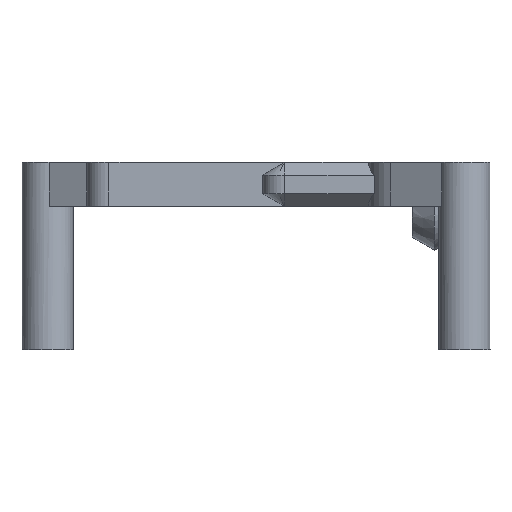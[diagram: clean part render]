
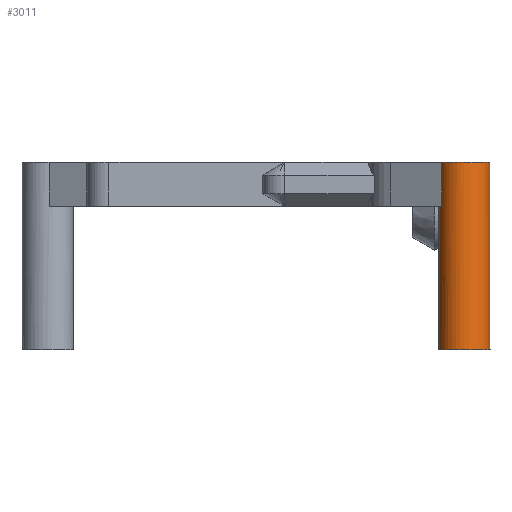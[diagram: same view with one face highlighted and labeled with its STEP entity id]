
A CAD part, left-side view. The second image highlights one B-rep face of the part: STEP entity #3011.
In plain terms, the highlighted cylindrical face has radius 3 mm (diameter 6 mm), a full revolution.
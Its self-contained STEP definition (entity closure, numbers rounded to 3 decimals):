
#297=FACE_OUTER_BOUND('',#493,.T.);
#493=EDGE_LOOP('',(#2452,#2453,#2454,#2455,#2456,#2457,#2458,#2459));
#605=LINE('',#4360,#926);
#644=LINE('',#4449,#965);
#768=LINE('',#4776,#1089);
#926=VECTOR('',#3443,10.);
#965=VECTOR('',#3500,10.);
#1089=VECTOR('',#3868,3.);
#1265=CIRCLE('',#3179,3.);
#1286=CIRCLE('',#3260,3.);
#1287=CIRCLE('',#3262,3.);
#1288=CIRCLE('',#3263,3.);
#1351=VERTEX_POINT('',#4358);
#1352=VERTEX_POINT('',#4359);
#1391=VERTEX_POINT('',#4443);
#1393=VERTEX_POINT('',#4447);
#1473=VERTEX_POINT('',#4769);
#1474=VERTEX_POINT('',#4772);
#1605=EDGE_CURVE('',#1351,#1352,#605,.T.);
#1649=EDGE_CURVE('',#1391,#1393,#644,.T.);
#1710=EDGE_CURVE('',#1351,#1393,#1265,.T.);
#1809=EDGE_CURVE('',#1473,#1473,#1286,.T.);
#1810=EDGE_CURVE('',#1391,#1474,#1287,.T.);
#1811=EDGE_CURVE('',#1474,#1352,#1288,.T.);
#1812=EDGE_CURVE('',#1473,#1474,#768,.T.);
#2452=ORIENTED_EDGE('',*,*,#1809,.F.);
#2453=ORIENTED_EDGE('',*,*,#1812,.T.);
#2454=ORIENTED_EDGE('',*,*,#1810,.F.);
#2455=ORIENTED_EDGE('',*,*,#1649,.T.);
#2456=ORIENTED_EDGE('',*,*,#1710,.F.);
#2457=ORIENTED_EDGE('',*,*,#1605,.T.);
#2458=ORIENTED_EDGE('',*,*,#1811,.F.);
#2459=ORIENTED_EDGE('',*,*,#1812,.F.);
#2914=CYLINDRICAL_SURFACE('',#3264,3.);
#3011=ADVANCED_FACE('',(#297),#2914,.T.);
#3179=AXIS2_PLACEMENT_3D('',#4571,#3618,#3619);
#3260=AXIS2_PLACEMENT_3D('',#4770,#3858,#3859);
#3262=AXIS2_PLACEMENT_3D('',#4773,#3862,#3863);
#3263=AXIS2_PLACEMENT_3D('',#4774,#3864,#3865);
#3264=AXIS2_PLACEMENT_3D('',#4775,#3866,#3867);
#3443=DIRECTION('',(0.,0.,1.));
#3500=DIRECTION('',(0.,0.,-1.));
#3618=DIRECTION('center_axis',(0.,0.,1.));
#3619=DIRECTION('ref_axis',(-1.,0.,0.));
#3858=DIRECTION('center_axis',(0.,0.,-1.));
#3859=DIRECTION('ref_axis',(1.,0.,0.));
#3862=DIRECTION('center_axis',(0.,0.,1.));
#3863=DIRECTION('ref_axis',(1.,0.,0.));
#3864=DIRECTION('center_axis',(0.,0.,1.));
#3865=DIRECTION('ref_axis',(1.,0.,0.));
#3866=DIRECTION('center_axis',(0.,0.,-1.));
#3867=DIRECTION('ref_axis',(1.,0.,0.));
#3868=DIRECTION('',(0.,0.,1.));
#4358=CARTESIAN_POINT('',(-28.301,-6.212,-3.41));
#4359=CARTESIAN_POINT('',(-28.301,-6.212,1.75));
#4360=CARTESIAN_POINT('',(-28.301,-6.212,1.75));
#4443=CARTESIAN_POINT('',(-32.672,-3.463,1.75));
#4447=CARTESIAN_POINT('',(-32.672,-3.463,-3.41));
#4449=CARTESIAN_POINT('',(-32.672,-3.463,-3.285));
#4571=CARTESIAN_POINT('Origin',(-31.299,-6.131,-3.41));
#4769=CARTESIAN_POINT('',(-34.299,-6.131,-20.25));
#4770=CARTESIAN_POINT('Origin',(-31.299,-6.131,-20.25));
#4772=CARTESIAN_POINT('',(-34.299,-6.131,1.75));
#4773=CARTESIAN_POINT('Origin',(-31.299,-6.131,1.75));
#4774=CARTESIAN_POINT('Origin',(-31.299,-6.131,1.75));
#4775=CARTESIAN_POINT('Origin',(-31.299,-6.131,1.75));
#4776=CARTESIAN_POINT('',(-34.299,-6.131,1.75));
